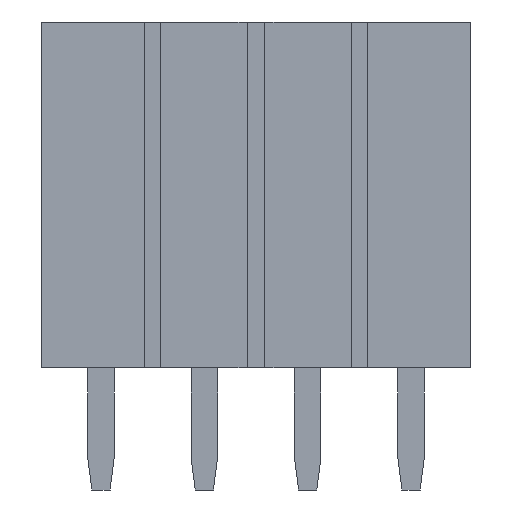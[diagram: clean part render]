
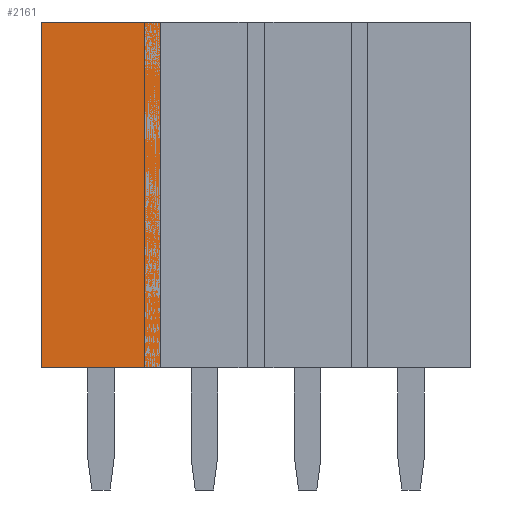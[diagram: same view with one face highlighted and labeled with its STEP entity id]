
A CAD part, front view. The second image highlights one B-rep face of the part: STEP entity #2161.
In plain terms, the highlighted face is planar.
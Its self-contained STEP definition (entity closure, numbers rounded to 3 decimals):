
#239=FACE_OUTER_BOUND('',#354,.T.);
#354=EDGE_LOOP('',(#1950,#1951,#1952,#1953));
#386=LINE('',#2979,#643);
#391=LINE('',#2988,#648);
#586=LINE('',#3463,#843);
#612=LINE('',#3515,#869);
#643=VECTOR('',#2386,10.);
#648=VECTOR('',#2393,10.56);
#843=VECTOR('',#2850,10.56);
#869=VECTOR('',#2900,8.5);
#895=VERTEX_POINT('',#2976);
#896=VERTEX_POINT('',#2978);
#899=VERTEX_POINT('',#2986);
#1048=VERTEX_POINT('',#3462);
#1092=EDGE_CURVE('',#896,#895,#386,.T.);
#1097=EDGE_CURVE('',#895,#899,#391,.T.);
#1336=EDGE_CURVE('',#896,#1048,#586,.T.);
#1362=EDGE_CURVE('',#1048,#899,#612,.T.);
#1950=ORIENTED_EDGE('',*,*,#1092,.T.);
#1951=ORIENTED_EDGE('',*,*,#1097,.T.);
#1952=ORIENTED_EDGE('',*,*,#1362,.F.);
#1953=ORIENTED_EDGE('',*,*,#1336,.F.);
#2051=PLANE('',#2330);
#2161=ADVANCED_FACE('',(#239),#2051,.T.);
#2330=AXIS2_PLACEMENT_3D('',#3514,#2898,#2899);
#2386=DIRECTION('',(0.,-1.,0.));
#2393=DIRECTION('',(1.,0.,0.));
#2850=DIRECTION('',(1.,0.,0.));
#2898=DIRECTION('center_axis',(0.,0.,1.));
#2899=DIRECTION('ref_axis',(1.,0.,0.));
#2900=DIRECTION('',(0.,-1.,0.));
#2976=CARTESIAN_POINT('',(-1.47,-8.5,1.25));
#2978=CARTESIAN_POINT('',(-1.47,0.,1.25));
#2979=CARTESIAN_POINT('',(-1.47,-2.95,1.25));
#2986=CARTESIAN_POINT('',(1.47,-8.5,1.25));
#2988=CARTESIAN_POINT('',(-9.09,-8.5,1.25));
#3462=CARTESIAN_POINT('',(1.47,0.,1.25));
#3463=CARTESIAN_POINT('',(-9.09,0.,1.25));
#3514=CARTESIAN_POINT('Origin',(-1.27,0.,1.25));
#3515=CARTESIAN_POINT('',(1.47,0.,1.25));
